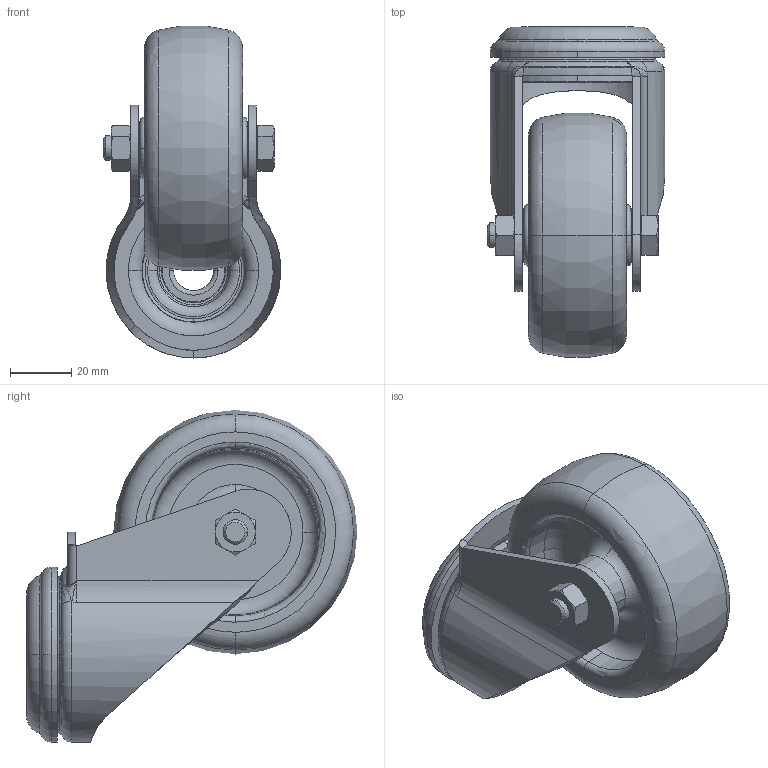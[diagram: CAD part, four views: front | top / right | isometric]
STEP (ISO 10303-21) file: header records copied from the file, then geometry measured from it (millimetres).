
FILE_DESCRIPTION (( 'STEP AP214' ), '1' );
FILE_NAME ('ERGO00H1927-Roulette pivotante D80.step', '2023-03-24T09:52:48', ( 'Altae' ), ( '' ), 'SwSTEP 2.0', 'SolidWorks 2021', '' );
FILE_SCHEMA (( 'AUTOMOTIVE_DESIGN' ));
Length unit declared in the file: millimetre
Products named in the file (1): ERGO00H1927-Roulette pivotante D80
Bounding box: 58 x 107.93 x 108.33 mm (x, y, z)
Volume: 153445.5 mm3; surface area: 48336.3 mm2
Topology: 3 solids, 3 shells, 240 faces, 593 edges, 374 vertices
Faces by surface type: cone 63, plane 55, torus 52, cylinder 36, bspline 34
Entity records: 15180 total; most frequent: CARTESIAN_POINT 9272, ORIENTED_EDGE 1186, DIRECTION 1066, EDGE_CURVE 593, AXIS2_PLACEMENT_3D 462, VERTEX_POINT 374, EDGE_LOOP 259, CIRCLE 255
